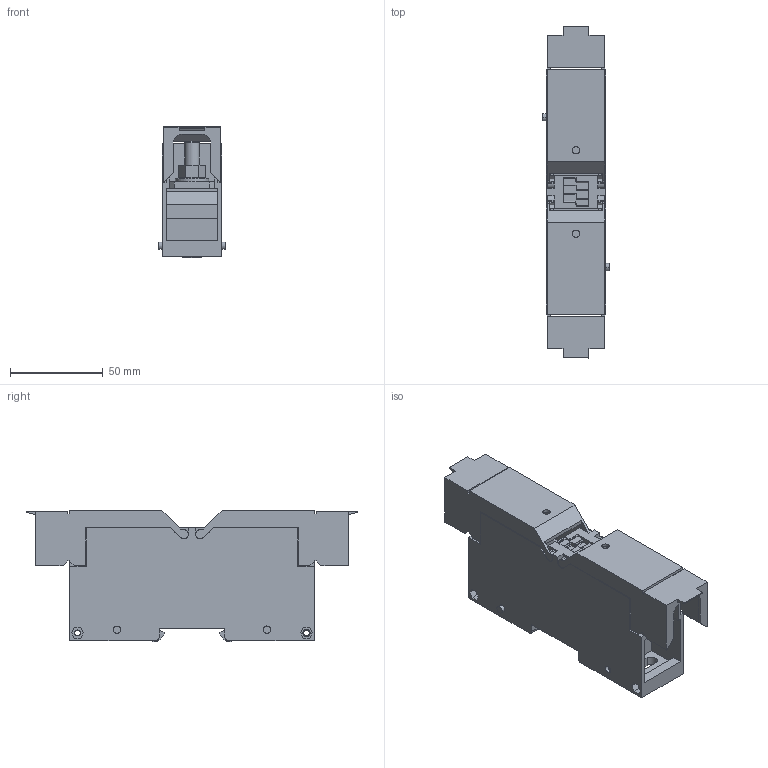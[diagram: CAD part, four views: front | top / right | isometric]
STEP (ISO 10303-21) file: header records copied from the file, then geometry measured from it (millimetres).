
FILE_DESCRIPTION((''),'2;1');
FILE_NAME('70_ASM','2021-11-24T',('Administrator'),(''),'PRO/ENGINEER BY PARAMETRIC TECHNOLOGY CORPORATION, 2013230','PRO/ENGINEER BY PARAMETRIC TECHNOLOGY CORPORATION, 2013230','');
FILE_SCHEMA(('AUTOMOTIVE_DESIGN { 1 0 10303 214 1 1 1 1 }'));
Length unit declared in the file: millimetre
Products named in the file (1): 70_ASM
Bounding box: 35.9 x 179 x 71.03 mm (x, y, z)
Volume: 148958 mm3; surface area: 60624.5 mm2
Topology: 1 solids, 1 shells, 419 faces, 1190 edges, 772 vertices
Faces by surface type: plane 307, cylinder 68, cone 44
Entity records: 13703 total; most frequent: CARTESIAN_POINT 2609, ORIENTED_EDGE 2380, DIRECTION 2172, EDGE_CURVE 1190, VECTOR 950, LINE 950, VERTEX_POINT 772, AXIS2_PLACEMENT_3D 611
